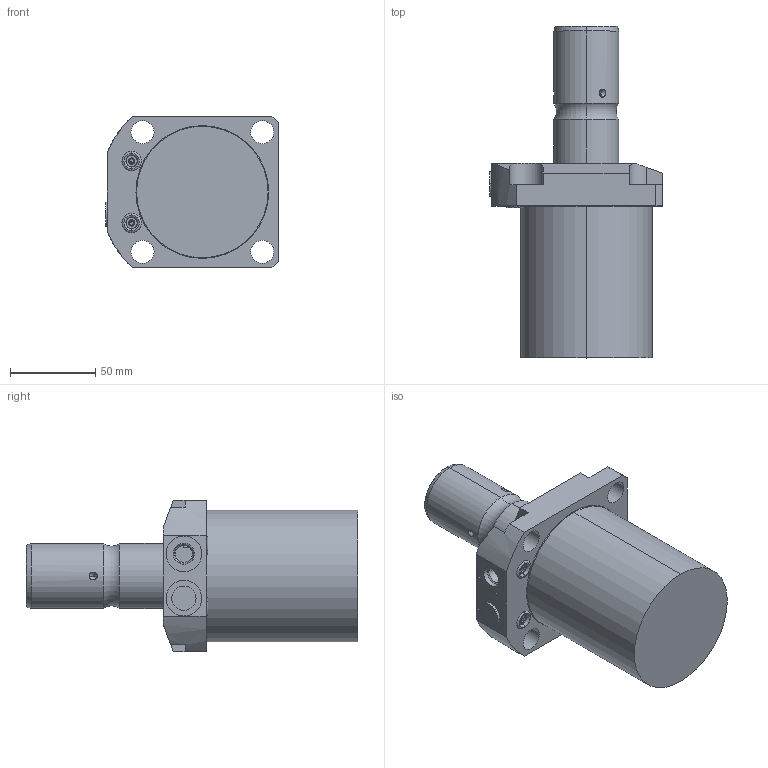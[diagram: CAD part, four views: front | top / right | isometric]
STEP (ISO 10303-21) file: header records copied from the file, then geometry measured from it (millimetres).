
FILE_DESCRIPTION((''),'2;1');
FILE_NAME('ILC14052100','2011-07-15T',('jdw'),(''),'PRO/ENGINEER BY PARAMETRIC TECHNOLOGY CORPORATION, 2007460','PRO/ENGINEER BY PARAMETRIC TECHNOLOGY CORPORATION, 2007460','');
FILE_SCHEMA(('AUTOMOTIVE_DESIGN_CC2 { 1 2 10303 214 -1 1 5 2 }'));
Length unit declared in the file: inch
Products named in the file (1): ILC14052100
Bounding box: 101.02 x 194.34 x 88.9 mm (x, y, z)
Volume: 685250.8 mm3; surface area: 59695.7 mm2
Topology: 3 solids, 3 shells, 131 faces, 315 edges, 197 vertices
Faces by surface type: cylinder 50, plane 47, cone 20, torus 14
Entity records: 5177 total; most frequent: CARTESIAN_POINT 779, DIRECTION 695, ORIENTED_EDGE 618, PRESENTATION_STYLE_ASSIGNMENT 331, STYLED_ITEM 312, CURVE_STYLE 309, EDGE_CURVE 309, AXIS2_PLACEMENT_3D 275
